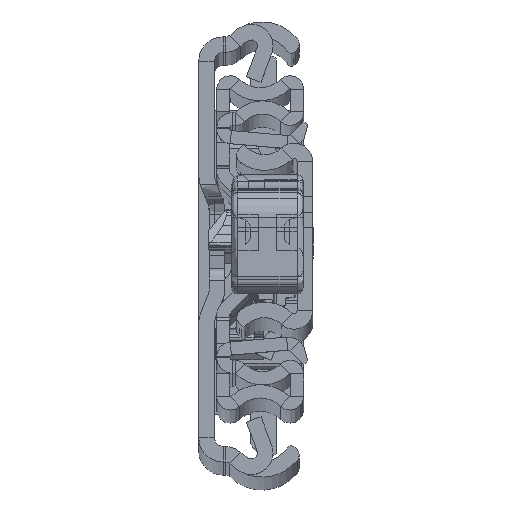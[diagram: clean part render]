
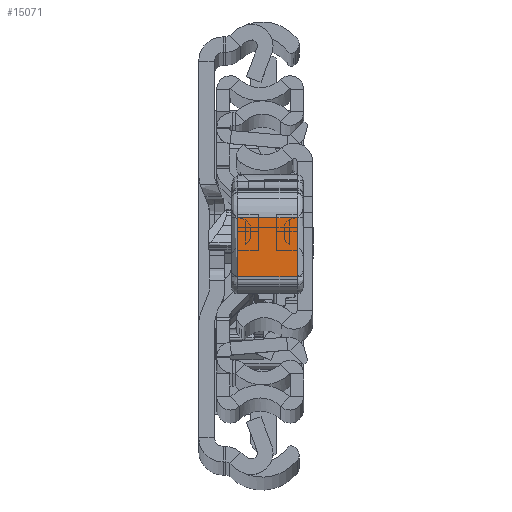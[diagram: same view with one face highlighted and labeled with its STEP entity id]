
A CAD part, top view. The second image highlights one B-rep face of the part: STEP entity #15071.
In plain terms, the highlighted face is planar.
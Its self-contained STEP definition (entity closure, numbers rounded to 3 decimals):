
#1111 = ORIENTED_EDGE ( 'NONE', *, *, #14580, .T. ) ;
#1968 = VECTOR ( 'NONE', #22241, 1000. ) ;
#2009 = VERTEX_POINT ( 'NONE', #9207 ) ;
#2851 = VECTOR ( 'NONE', #30422, 1000. ) ;
#2955 = LINE ( 'NONE', #14857, #1968 ) ;
#3187 = CARTESIAN_POINT ( 'NONE',  ( 39.818, -2.465, 0. ) ) ;
#3825 = EDGE_LOOP ( 'NONE', ( #26561, #12542, #4827, #1111 ) ) ;
#4172 = AXIS2_PLACEMENT_3D ( 'NONE', #4218, #16697, #32450 ) ;
#4218 = CARTESIAN_POINT ( 'NONE',  ( 39.55, -12.274, 11. ) ) ;
#4244 = VERTEX_POINT ( 'NONE', #22080 ) ;
#4827 = ORIENTED_EDGE ( 'NONE', *, *, #12820, .T. ) ;
#6615 = FACE_OUTER_BOUND ( 'NONE', #3825, .T. ) ;
#6988 = VERTEX_POINT ( 'NONE', #3187 ) ;
#8509 = EDGE_CURVE ( 'NONE', #2009, #14483, #12117, .T. ) ;
#8543 = CARTESIAN_POINT ( 'NONE',  ( 39.55, -12.274, 0. ) ) ;
#9207 = CARTESIAN_POINT ( 'NONE',  ( 39.55, -12.274, 10. ) ) ;
#9567 = CARTESIAN_POINT ( 'NONE',  ( 39.55, -12.274, 11. ) ) ;
#9730 = LINE ( 'NONE', #30597, #23817 ) ;
#11774 = DIRECTION ( 'NONE',  ( -0.027, -1., 0. ) ) ;
#11902 = PLANE ( 'NONE',  #4172 ) ;
#12117 = LINE ( 'NONE', #9567, #2851 ) ;
#12542 = ORIENTED_EDGE ( 'NONE', *, *, #26035, .T. ) ;
#12820 = EDGE_CURVE ( 'NONE', #6988, #4244, #2955, .T. ) ;
#14483 = VERTEX_POINT ( 'NONE', #8543 ) ;
#14580 = EDGE_CURVE ( 'NONE', #4244, #2009, #9730, .T. ) ;
#14857 = CARTESIAN_POINT ( 'NONE',  ( 39.818, -2.465, 11. ) ) ;
#15071 = ADVANCED_FACE ( 'NONE', ( #6615 ), #11902, .F. ) ;
#16697 = DIRECTION ( 'NONE',  ( -1., 0.027, 0. ) ) ;
#18414 = VECTOR ( 'NONE', #25590, 1000. ) ;
#19620 = LINE ( 'NONE', #27836, #18414 ) ;
#22080 = CARTESIAN_POINT ( 'NONE',  ( 39.818, -2.465, 10. ) ) ;
#22241 = DIRECTION ( 'NONE',  ( 0., 0., 1. ) ) ;
#23817 = VECTOR ( 'NONE', #11774, 1000. ) ;
#25590 = DIRECTION ( 'NONE',  ( 0.027, 1., 0. ) ) ;
#26035 = EDGE_CURVE ( 'NONE', #14483, #6988, #19620, .T. ) ;
#26561 = ORIENTED_EDGE ( 'NONE', *, *, #8509, .T. ) ;
#27836 = CARTESIAN_POINT ( 'NONE',  ( 39.55, -12.274, 0. ) ) ;
#30422 = DIRECTION ( 'NONE',  ( 0., 0., -1. ) ) ;
#30597 = CARTESIAN_POINT ( 'NONE',  ( 39.55, -12.274, 10. ) ) ;
#32450 = DIRECTION ( 'NONE',  ( -0.027, -1., 0. ) ) ;
